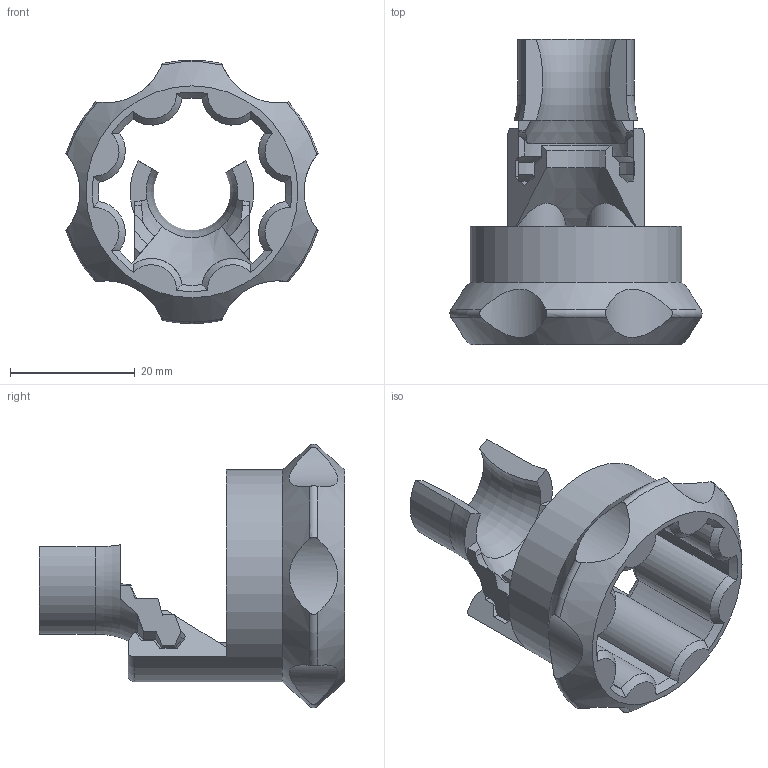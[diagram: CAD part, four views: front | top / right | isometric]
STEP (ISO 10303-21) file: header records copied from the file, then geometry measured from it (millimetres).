
FILE_DESCRIPTION(/* description */ (''),/* implementation_level */ '2;1');
FILE_NAME(/* name */ 'Universal_plus_extender_r1.1 v3.step',/* time_stamp */ '2022-05-20T23:22:00+09:00',/* author */ (''),/* organization */ (''),/* preprocessor_version */ 'ST-DEVELOPER v18.1',/* originating_system */ 'Autodesk Translation Framework v10.14.0.1471',/* authorisation */ '');
FILE_SCHEMA (('AUTOMOTIVE_DESIGN { 1 0 10303 214 3 1 1 }'));
Length unit declared in the file: millimetre
Products named in the file (1): Universal_plus_extender_r1.1
Bounding box: 40.46 x 49 x 42.24 mm (x, y, z)
Volume: 11945.7 mm3; surface area: 7846 mm2
Topology: 2 solids, 2 shells, 120 faces, 321 edges, 204 vertices
Faces by surface type: cylinder 34, cone 33, torus 22, plane 20, bspline 11
Full cylindrical faces by diameter (mm): 34 x1
Entity records: 4484 total; most frequent: CARTESIAN_POINT 1640, ORIENTED_EDGE 642, DIRECTION 540, EDGE_CURVE 321, AXIS2_PLACEMENT_3D 232, VERTEX_POINT 204, CIRCLE 122, EDGE_LOOP 121
